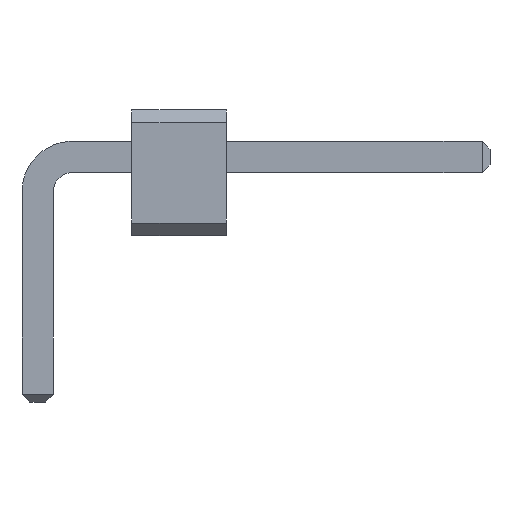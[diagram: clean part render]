
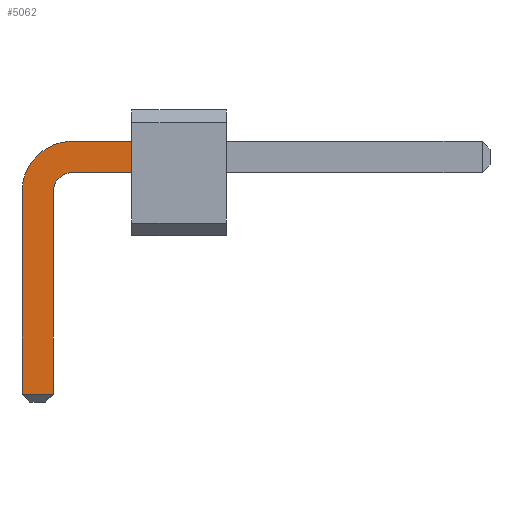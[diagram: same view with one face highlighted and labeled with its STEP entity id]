
A CAD part, front view. The second image highlights one B-rep face of the part: STEP entity #5062.
In plain terms, the highlighted planar face has unit normal (0, -1, 0).
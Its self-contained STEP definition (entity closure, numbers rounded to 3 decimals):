
#1694 = VERTEX_POINT('',#1695);
#1695 = CARTESIAN_POINT('',(1.5,-18.25,0.75));
#1710 = VERTEX_POINT('',#1711);
#1711 = CARTESIAN_POINT('',(1.5,-18.25,1.25));
#1717 = EDGE_CURVE('',#1710,#1694,#1718,.T.);
#1718 = LINE('',#1719,#1720);
#1719 = CARTESIAN_POINT('',(1.5,-18.25,0.499));
#1720 = VECTOR('',#1721,1.);
#1721 = DIRECTION('',(0.,0.,-1.));
#5044 = EDGE_CURVE('',#1694,#5045,#5047,.T.);
#5045 = VERTEX_POINT('',#5046);
#5046 = CARTESIAN_POINT('',(0.5,-18.25,0.75));
#5047 = LINE('',#5048,#5049);
#5048 = CARTESIAN_POINT('',(7.2,-18.25,0.75));
#5049 = VECTOR('',#5050,1.);
#5050 = DIRECTION('',(-1.,0.,0.));
#5062 = ADVANCED_FACE('',(#5063),#5115,.F.);
#5063 = FACE_BOUND('',#5064,.F.);
#5064 = EDGE_LOOP('',(#5065,#5066,#5067,#5076,#5084,#5092,#5100,#5109));
#5065 = ORIENTED_EDGE('',*,*,#1717,.T.);
#5066 = ORIENTED_EDGE('',*,*,#5044,.T.);
#5067 = ORIENTED_EDGE('',*,*,#5068,.T.);
#5068 = EDGE_CURVE('',#5045,#5069,#5071,.T.);
#5069 = VERTEX_POINT('',#5070);
#5070 = CARTESIAN_POINT('',(0.25,-18.25,0.5));
#5071 = CIRCLE('',#5072,0.324);
#5072 = AXIS2_PLACEMENT_3D('',#5073,#5074,#5075);
#5073 = CARTESIAN_POINT('',(0.567,-18.25,0.433));
#5074 = DIRECTION('',(0.,-1.,0.));
#5075 = DIRECTION('',(-0.207,0.,0.978)
);
#5076 = ORIENTED_EDGE('',*,*,#5077,.T.);
#5077 = EDGE_CURVE('',#5069,#5078,#5080,.T.);
#5078 = VERTEX_POINT('',#5079);
#5079 = CARTESIAN_POINT('',(0.25,-18.25,-2.775));
#5080 = LINE('',#5081,#5082);
#5081 = CARTESIAN_POINT('',(0.25,-18.25,0.5));
#5082 = VECTOR('',#5083,1.);
#5083 = DIRECTION('',(0.,0.,-1.));
#5084 = ORIENTED_EDGE('',*,*,#5085,.T.);
#5085 = EDGE_CURVE('',#5078,#5086,#5088,.T.);
#5086 = VERTEX_POINT('',#5087);
#5087 = CARTESIAN_POINT('',(-0.25,-18.25,-2.775));
#5088 = LINE('',#5089,#5090);
#5089 = CARTESIAN_POINT('',(0.25,-18.25,-2.775));
#5090 = VECTOR('',#5091,1.);
#5091 = DIRECTION('',(-1.,0.,0.));
#5092 = ORIENTED_EDGE('',*,*,#5093,.T.);
#5093 = EDGE_CURVE('',#5086,#5094,#5096,.T.);
#5094 = VERTEX_POINT('',#5095);
#5095 = CARTESIAN_POINT('',(-0.25,-18.25,0.5));
#5096 = LINE('',#5097,#5098);
#5097 = CARTESIAN_POINT('',(-0.25,-18.25,-2.9));
#5098 = VECTOR('',#5099,1.);
#5099 = DIRECTION('',(0.,0.,1.));
#5100 = ORIENTED_EDGE('',*,*,#5101,.T.);
#5101 = EDGE_CURVE('',#5094,#5102,#5104,.T.);
#5102 = VERTEX_POINT('',#5103);
#5103 = CARTESIAN_POINT('',(0.5,-18.25,1.25));
#5104 = CIRCLE('',#5105,0.808);
#5105 = AXIS2_PLACEMENT_3D('',#5106,#5107,#5108);
#5106 = CARTESIAN_POINT('',(0.556,-18.25,0.444));
#5107 = DIRECTION('',(0.,1.,0.));
#5108 = DIRECTION('',(-0.998,0.,
0.069));
#5109 = ORIENTED_EDGE('',*,*,#5110,.T.);
#5110 = EDGE_CURVE('',#5102,#1710,#5111,.T.);
#5111 = LINE('',#5112,#5113);
#5112 = CARTESIAN_POINT('',(0.5,-18.25,1.25));
#5113 = VECTOR('',#5114,1.);
#5114 = DIRECTION('',(1.,0.,0.));
#5115 = PLANE('',#5116);
#5116 = AXIS2_PLACEMENT_3D('',#5117,#5118,#5119);
#5117 = CARTESIAN_POINT('',(2.437,-18.25,0.248));
#5118 = DIRECTION('',(0.,1.,-0.));
#5119 = DIRECTION('',(0.,0.,-1.));
